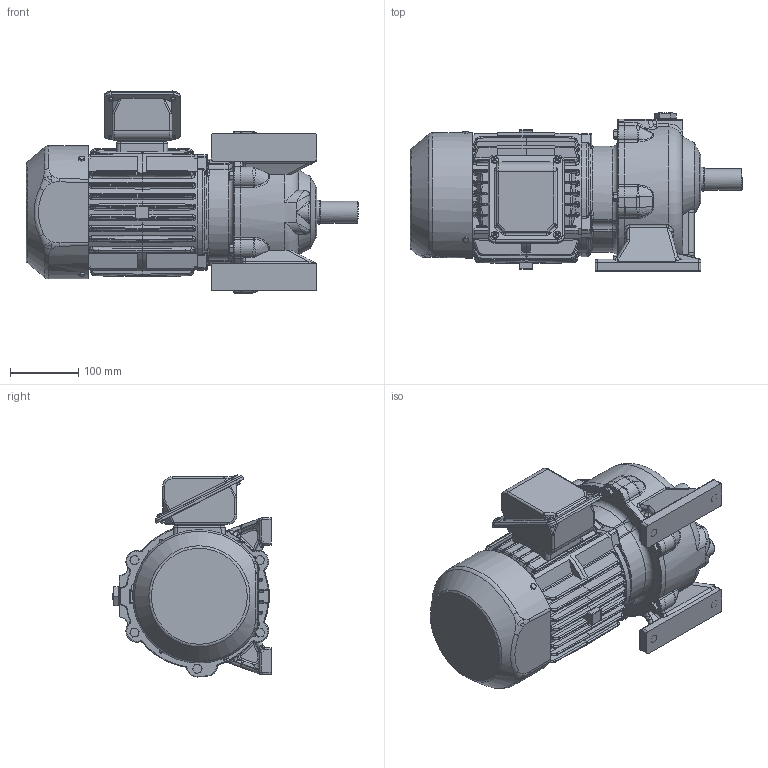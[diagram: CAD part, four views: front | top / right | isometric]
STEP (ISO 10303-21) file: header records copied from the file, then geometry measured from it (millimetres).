
FILE_DESCRIPTION (( 'STEP AP214' ), '1' );
FILE_NAME ('EK2D007140H001_FHB_1.5kW_R20.stp', '2022-06-17T00:35:10', ( 'Windows 餌辨濠' ), ( '' ), 'SwSTEP 2.0', 'SolidWorks 2021', '' );
FILE_SCHEMA (( 'AUTOMOTIVE_DESIGN' ));
Length unit declared in the file: millimetre
Products named in the file (1): EK2D007140H001_FHB_1.5kW_R20
Bounding box: 485.6 x 231.5 x 295.48 mm (x, y, z)
Volume: 12344075 mm3; surface area: 505916.7 mm2
Topology: 1 solids, 5 shells, 2059 faces, 4944 edges, 2914 vertices
Faces by surface type: plane 615, cylinder 615, bspline 602, torus 114, cone 71, sphere 42
Full cylindrical faces by diameter (mm): 6 x4, 8 x4, 10.5 x4, 11.6 x6, 12 x4, 26 x1, 32 x1, 35 x2, 55 x1
Entity records: 82144 total; most frequent: CARTESIAN_POINT 40225, ORIENTED_EDGE 9682, DIRECTION 7537, EDGE_CURVE 4841, AXIS2_PLACEMENT_3D 2911, VERTEX_POINT 2888, EDGE_LOOP 2155, FACE_OUTER_BOUND 2096
